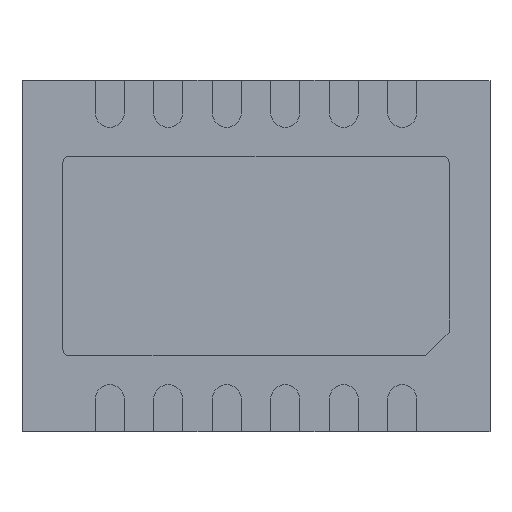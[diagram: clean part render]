
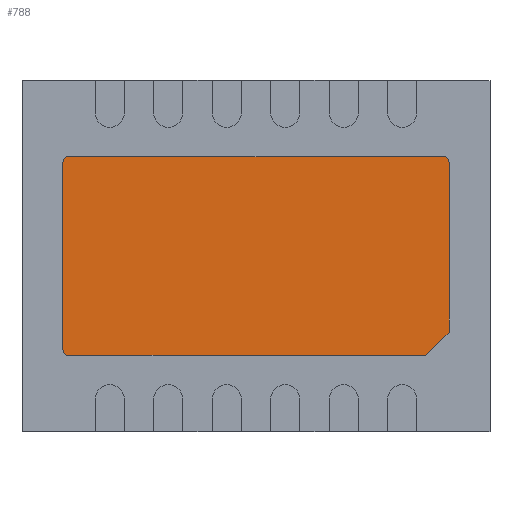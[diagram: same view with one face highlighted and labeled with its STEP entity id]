
A CAD part, front view. The second image highlights one B-rep face of the part: STEP entity #788.
In plain terms, the highlighted planar face has unit normal (0, -1, 0).
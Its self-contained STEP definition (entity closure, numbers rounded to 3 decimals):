
#177 = DIRECTION ( 'NONE',  ( 0., 0., -1. ) ) ;
#291 = DIRECTION ( 'NONE',  ( -0.707, 0., -0.707 ) ) ;
#304 = CARTESIAN_POINT ( 'NONE',  ( -1.6, -0.05, -0.85 ) ) ;
#364 = CARTESIAN_POINT ( 'NONE',  ( -1.6, -0.05, 0.85 ) ) ;
#489 = EDGE_CURVE ( 'NONE', #3351, #1056, #1490, .T. ) ;
#570 = CARTESIAN_POINT ( 'NONE',  ( 1.65, -0.05, -0.65 ) ) ;
#656 = EDGE_CURVE ( 'NONE', #4495, #3770, #1895, .T. ) ;
#738 = EDGE_CURVE ( 'NONE', #1056, #4569, #3697, .T. ) ;
#788 = ADVANCED_FACE ( 'NONE', ( #2630 ), #1819, .F. ) ;
#1056 = VERTEX_POINT ( 'NONE', #1732 ) ;
#1067 = EDGE_CURVE ( 'NONE', #2879, #4177, #4658, .T. ) ;
#1155 = ORIENTED_EDGE ( 'NONE', *, *, #2105, .F. ) ;
#1157 = EDGE_CURVE ( 'NONE', #3770, #4117, #3332, .T. ) ;
#1205 = CIRCLE ( 'NONE', #2697, 0.05 ) ;
#1345 = DIRECTION ( 'NONE',  ( 0., 1., 0. ) ) ;
#1490 = LINE ( 'NONE', #570, #4439 ) ;
#1598 = ORIENTED_EDGE ( 'NONE', *, *, #738, .F. ) ;
#1732 = CARTESIAN_POINT ( 'NONE',  ( 1.65, -0.05, -0.65 ) ) ;
#1766 = AXIS2_PLACEMENT_3D ( 'NONE', #4943, #3011, #3379 ) ;
#1819 = PLANE ( 'NONE',  #4274 ) ;
#1895 = CIRCLE ( 'NONE', #4713, 0.05 ) ;
#1909 = ORIENTED_EDGE ( 'NONE', *, *, #1067, .F. ) ;
#2105 = EDGE_CURVE ( 'NONE', #4569, #4495, #4623, .T. ) ;
#2380 = ORIENTED_EDGE ( 'NONE', *, *, #489, .F. ) ;
#2446 = CARTESIAN_POINT ( 'NONE',  ( 1.65, -0.05, 0.8 ) ) ;
#2495 = ORIENTED_EDGE ( 'NONE', *, *, #1157, .F. ) ;
#2548 = DIRECTION ( 'NONE',  ( 0., 0., 1. ) ) ;
#2579 = CARTESIAN_POINT ( 'NONE',  ( -1.65, -0.05, 0.8 ) ) ;
#2600 = CARTESIAN_POINT ( 'NONE',  ( -1.65, -0.05, 0.8 ) ) ;
#2630 = FACE_OUTER_BOUND ( 'NONE', #4959, .T. ) ;
#2697 = AXIS2_PLACEMENT_3D ( 'NONE', #2861, #2847, #4315 ) ;
#2713 = CIRCLE ( 'NONE', #1766, 0.05 ) ;
#2846 = EDGE_CURVE ( 'NONE', #4117, #2879, #2713, .T. ) ;
#2847 = DIRECTION ( 'NONE',  ( 0., 1., 0. ) ) ;
#2861 = CARTESIAN_POINT ( 'NONE',  ( 1.6, -0.05, 0.8 ) ) ;
#2865 = ORIENTED_EDGE ( 'NONE', *, *, #3842, .F. ) ;
#2879 = VERTEX_POINT ( 'NONE', #364 ) ;
#2933 = VECTOR ( 'NONE', #291, 1000. ) ;
#3011 = DIRECTION ( 'NONE',  ( 0., 1., 0. ) ) ;
#3332 = LINE ( 'NONE', #2579, #4845 ) ;
#3351 = VERTEX_POINT ( 'NONE', #2446 ) ;
#3379 = DIRECTION ( 'NONE',  ( 0., 0., 1. ) ) ;
#3505 = CARTESIAN_POINT ( 'NONE',  ( 1.45, -0.05, -0.85 ) ) ;
#3616 = VECTOR ( 'NONE', #3721, 1000. ) ;
#3663 = ORIENTED_EDGE ( 'NONE', *, *, #2846, .F. ) ;
#3697 = LINE ( 'NONE', #4534, #2933 ) ;
#3721 = DIRECTION ( 'NONE',  ( -1., 0., 0. ) ) ;
#3730 = DIRECTION ( 'NONE',  ( 0., 0., 1. ) ) ;
#3770 = VERTEX_POINT ( 'NONE', #3826 ) ;
#3805 = ORIENTED_EDGE ( 'NONE', *, *, #656, .F. ) ;
#3826 = CARTESIAN_POINT ( 'NONE',  ( -1.65, -0.05, -0.8 ) ) ;
#3832 = CARTESIAN_POINT ( 'NONE',  ( 1.6, -0.05, 0.85 ) ) ;
#3842 = EDGE_CURVE ( 'NONE', #4177, #3351, #1205, .T. ) ;
#4001 = CARTESIAN_POINT ( 'NONE',  ( 1.6, -0.05, 0.85 ) ) ;
#4117 = VERTEX_POINT ( 'NONE', #2600 ) ;
#4125 = DIRECTION ( 'NONE',  ( 0., 0., 1. ) ) ;
#4158 = CARTESIAN_POINT ( 'NONE',  ( 0., -0.05, 0. ) ) ;
#4177 = VERTEX_POINT ( 'NONE', #3832 ) ;
#4274 = AXIS2_PLACEMENT_3D ( 'NONE', #4158, #4893, #4125 ) ;
#4285 = VECTOR ( 'NONE', #4815, 1000. ) ;
#4315 = DIRECTION ( 'NONE',  ( 0., 0., 1. ) ) ;
#4439 = VECTOR ( 'NONE', #177, 1000. ) ;
#4495 = VERTEX_POINT ( 'NONE', #4627 ) ;
#4534 = CARTESIAN_POINT ( 'NONE',  ( 1.45, -0.05, -0.85 ) ) ;
#4569 = VERTEX_POINT ( 'NONE', #3505 ) ;
#4623 = LINE ( 'NONE', #304, #3616 ) ;
#4627 = CARTESIAN_POINT ( 'NONE',  ( -1.6, -0.05, -0.85 ) ) ;
#4658 = LINE ( 'NONE', #4001, #4285 ) ;
#4713 = AXIS2_PLACEMENT_3D ( 'NONE', #4864, #1345, #2548 ) ;
#4815 = DIRECTION ( 'NONE',  ( 1., 0., 0. ) ) ;
#4845 = VECTOR ( 'NONE', #3730, 1000. ) ;
#4864 = CARTESIAN_POINT ( 'NONE',  ( -1.6, -0.05, -0.8 ) ) ;
#4893 = DIRECTION ( 'NONE',  ( 0., 1., 0. ) ) ;
#4943 = CARTESIAN_POINT ( 'NONE',  ( -1.6, -0.05, 0.8 ) ) ;
#4959 = EDGE_LOOP ( 'NONE', ( #2865, #1909, #3663, #2495, #3805, #1155, #1598, #2380 ) ) ;
